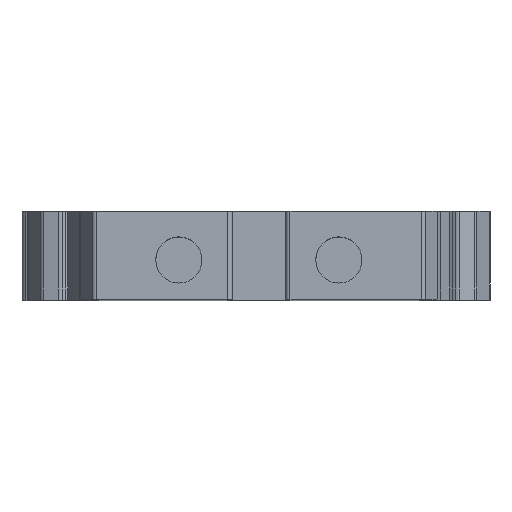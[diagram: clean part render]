
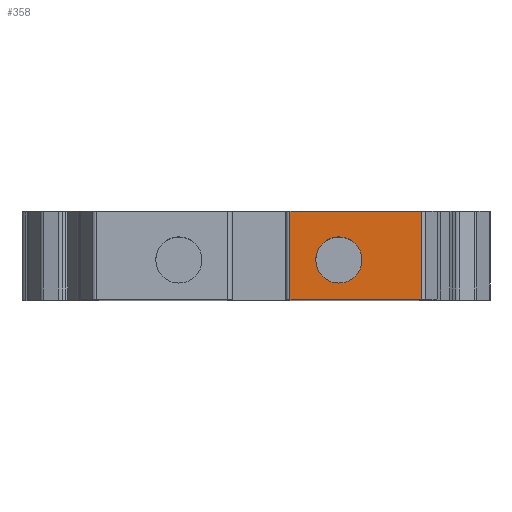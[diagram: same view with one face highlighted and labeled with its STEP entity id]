
A CAD part, top view. The second image highlights one B-rep face of the part: STEP entity #358.
In plain terms, the highlighted planar face has unit normal (0, 0, 1).
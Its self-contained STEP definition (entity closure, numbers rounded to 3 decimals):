
#358 = ADVANCED_FACE( '', ( #875, #876 ), #877, .F. );
#875 = FACE_BOUND( '', #1556, .T. );
#876 = FACE_OUTER_BOUND( '', #1557, .T. );
#877 = PLANE( '', #1558 );
#1556 = EDGE_LOOP( '', ( #2526 ) );
#1557 = EDGE_LOOP( '', ( #2527, #2528, #2529, #2530 ) );
#1558 = AXIS2_PLACEMENT_3D( '', #2531, #2532, #2533 );
#2526 = ORIENTED_EDGE( '', *, *, #4499, .T. );
#2527 = ORIENTED_EDGE( '', *, *, #4500, .T. );
#2528 = ORIENTED_EDGE( '', *, *, #4501, .F. );
#2529 = ORIENTED_EDGE( '', *, *, #4502, .F. );
#2530 = ORIENTED_EDGE( '', *, *, #4503, .T. );
#2531 = CARTESIAN_POINT( '', ( 18.789, 10., 29.962 ) );
#2532 = DIRECTION( '', ( 0., 0., -1. ) );
#2533 = DIRECTION( '', ( -1., 0., 0. ) );
#4499 = EDGE_CURVE( '', #5549, #5549, #5550, .T. );
#4500 = EDGE_CURVE( '', #5551, #5552, #5553, .T. );
#4501 = EDGE_CURVE( '', #5554, #5552, #5555, .T. );
#4502 = EDGE_CURVE( '', #5556, #5554, #5557, .T. );
#4503 = EDGE_CURVE( '', #5556, #5551, #5558, .T. );
#5549 = VERTEX_POINT( '', #6998 );
#5550 = CIRCLE( '', #6999, 2.6 );
#5551 = VERTEX_POINT( '', #7000 );
#5552 = VERTEX_POINT( '', #7001 );
#5553 = LINE( '', #7002, #7003 );
#5554 = VERTEX_POINT( '', #7004 );
#5555 = LINE( '', #7005, #7006 );
#5556 = VERTEX_POINT( '', #7007 );
#5557 = LINE( '', #7008, #7009 );
#5558 = LINE( '', #7010, #7011 );
#6998 = CARTESIAN_POINT( '', ( 6.878, 4.5, 29.962 ) );
#6999 = AXIS2_PLACEMENT_3D( '', #8424, #8425, #8426 );
#7000 = CARTESIAN_POINT( '', ( 3.978, 0., 29.962 ) );
#7001 = CARTESIAN_POINT( '', ( 18.789, 0., 29.962 ) );
#7002 = CARTESIAN_POINT( '', ( 18.789, 0., 29.962 ) );
#7003 = VECTOR( '', #8427, 1000. );
#7004 = CARTESIAN_POINT( '', ( 18.789, 10., 29.962 ) );
#7005 = CARTESIAN_POINT( '', ( 18.789, 10., 29.962 ) );
#7006 = VECTOR( '', #8428, 1000. );
#7007 = CARTESIAN_POINT( '', ( 3.978, 10., 29.962 ) );
#7008 = CARTESIAN_POINT( '', ( 4.431, 10., 29.962 ) );
#7009 = VECTOR( '', #8429, 1000. );
#7010 = CARTESIAN_POINT( '', ( 3.978, 10., 29.962 ) );
#7011 = VECTOR( '', #8430, 1000. );
#8424 = CARTESIAN_POINT( '', ( 9.478, 4.5, 29.962 ) );
#8425 = DIRECTION( '', ( 0., 0., -1. ) );
#8426 = DIRECTION( '', ( -1., 0., 0. ) );
#8427 = DIRECTION( '', ( 1., 0., 0. ) );
#8428 = DIRECTION( '', ( 0., -1., 0. ) );
#8429 = DIRECTION( '', ( 1., 0., 0. ) );
#8430 = DIRECTION( '', ( 0., -1., 0. ) );
